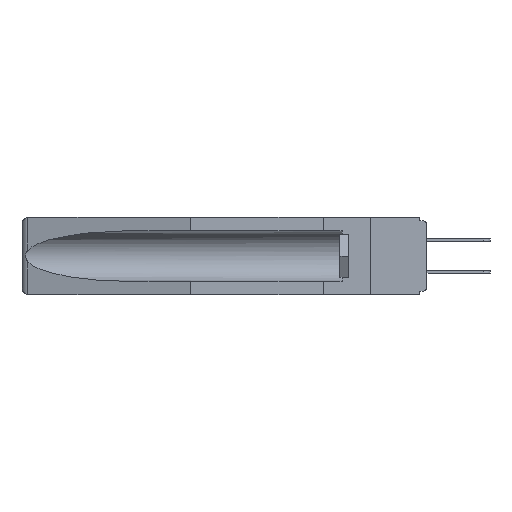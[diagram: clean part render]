
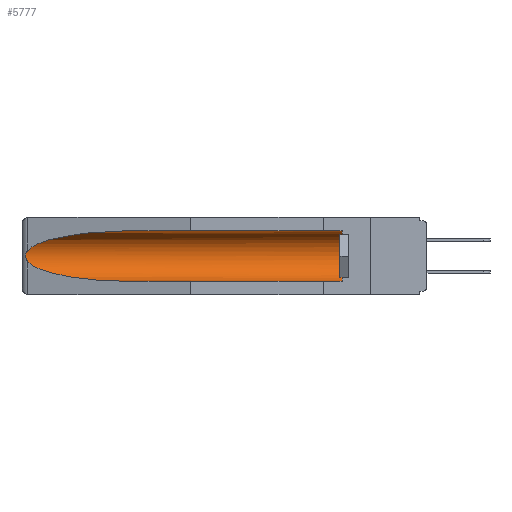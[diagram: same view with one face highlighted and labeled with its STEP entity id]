
A CAD part, left-side view. The second image highlights one B-rep face of the part: STEP entity #5777.
In plain terms, the highlighted cylindrical face has radius 2.857 mm (diameter 5.715 mm), a partial arc.
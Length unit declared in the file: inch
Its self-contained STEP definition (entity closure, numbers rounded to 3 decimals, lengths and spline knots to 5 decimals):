
#591 = CYLINDRICAL_SURFACE ( 'NONE', #3527, 0.1125 ) ;
#761 = EDGE_CURVE ( 'NONE', #14557, #13099, #25999, .T. ) ;
#1017 = B_SPLINE_CURVE_WITH_KNOTS ( 'NONE', 3,
 ( #25697, #9129, #25800, #11522, #30608, #28102, #13895, #30492, #16291, #6886 ),
 .UNSPECIFIED., .F., .F.,
 ( 4, 2, 2, 2, 4 ),
 ( 0., 0.00029, 0.00058, 0.00087, 0.00117 ),
 .UNSPECIFIED. ) ;
#1101 = VECTOR ( 'NONE', #24671, 39.37008 ) ;
#1312 = CARTESIAN_POINT ( 'NONE',  ( 0.26537, 1.52718, -0.19328 ) ) ;
#1560 =( BOUNDED_CURVE ( )  B_SPLINE_CURVE ( 3, ( #17478, #12322, #10104, #12529 ),
 .UNSPECIFIED., .F., .F. ) 
 B_SPLINE_CURVE_WITH_KNOTS ( ( 4, 4 ),
 ( 0.1948, 1.5708 ),
 .UNSPECIFIED. ) 
 CURVE ( )  GEOMETRIC_REPRESENTATION_ITEM ( )  RATIONAL_B_SPLINE_CURVE ( ( 1., 0.848, 0.848, 1. ) ) 
 REPRESENTATION_ITEM ( '' )  );
#1651 = VERTEX_POINT ( 'NONE', #1312 ) ;
#3527 = AXIS2_PLACEMENT_3D ( 'NONE', #11295, #18152, #8804 ) ;
#3930 = EDGE_CURVE ( 'NONE', #13099, #26486, #27621, .T. ) ;
#5777 = ADVANCED_FACE ( 'NONE', ( #6447 ), #591, .F. ) ;
#6013 = CARTESIAN_POINT ( 'NONE',  ( 0.21114, 1.30732, -0.059 ) ) ;
#6029 = EDGE_CURVE ( 'NONE', #26486, #6302, #19335, .T. ) ;
#6302 = VERTEX_POINT ( 'NONE', #21928 ) ;
#6447 = FACE_OUTER_BOUND ( 'NONE', #26010, .T. ) ;
#6886 = CARTESIAN_POINT ( 'NONE',  ( 0.26537, 1.52718, -0.19328 ) ) ;
#7116 = EDGE_CURVE ( 'NONE', #6302, #1651, #1017, .T. ) ;
#7307 = LINE ( 'NONE', #10346, #1101 ) ;
#7970 = ORIENTED_EDGE ( 'NONE', *, *, #6029, .T. ) ;
#8335 = CARTESIAN_POINT ( 'NONE',  ( 0.25451, 1.48313, -0.09465 ) ) ;
#8804 = DIRECTION ( 'NONE',  ( 0., 0., 1. ) ) ;
#9129 = CARTESIAN_POINT ( 'NONE',  ( 0.26597, 1.52961, -0.15275 ) ) ;
#10104 = CARTESIAN_POINT ( 'NONE',  ( 0.21114, 1.30732, -0.284 ) ) ;
#10346 = CARTESIAN_POINT ( 'NONE',  ( 0.155, -0.30754, -0.284 ) ) ;
#11035 = DIRECTION ( 'NONE',  ( 0., 0., 1. ) ) ;
#11044 = CARTESIAN_POINT ( 'NONE',  ( 0.155, 0.126, -0.284 ) ) ;
#11295 = CARTESIAN_POINT ( 'NONE',  ( 0.155, -0.30754, -0.1715 ) ) ;
#11487 = ORIENTED_EDGE ( 'NONE', *, *, #761, .T. ) ;
#11522 = CARTESIAN_POINT ( 'NONE',  ( 0.2673, 1.5327, -0.16383 ) ) ;
#11567 = EDGE_CURVE ( 'NONE', #1651, #22360, #1560, .T. ) ;
#12005 = CARTESIAN_POINT ( 'NONE',  ( 0.155, 1.07973, -0.284 ) ) ;
#12263 = ORIENTED_EDGE ( 'NONE', *, *, #11567, .T. ) ;
#12322 = CARTESIAN_POINT ( 'NONE',  ( 0.25451, 1.48313, -0.24835 ) ) ;
#12342 = ORIENTED_EDGE ( 'NONE', *, *, #7116, .T. ) ;
#12529 = CARTESIAN_POINT ( 'NONE',  ( 0.155, 1.07973, -0.284 ) ) ;
#13099 = VERTEX_POINT ( 'NONE', #14948 ) ;
#13895 = CARTESIAN_POINT ( 'NONE',  ( 0.2673, 1.53269, -0.17917 ) ) ;
#14068 = CARTESIAN_POINT ( 'NONE',  ( 0.155, 1.07973, -0.059 ) ) ;
#14348 = DIRECTION ( 'NONE',  ( 0., 1., 0. ) ) ;
#14557 = VERTEX_POINT ( 'NONE', #11044 ) ;
#14948 = CARTESIAN_POINT ( 'NONE',  ( 0.155, 0.126, -0.059 ) ) ;
#16291 = CARTESIAN_POINT ( 'NONE',  ( 0.26597, 1.5296, -0.19026 ) ) ;
#17478 = CARTESIAN_POINT ( 'NONE',  ( 0.26537, 1.52718, -0.19328 ) ) ;
#17580 = CARTESIAN_POINT ( 'NONE',  ( 0.26537, 1.52718, -0.14972 ) ) ;
#18152 = DIRECTION ( 'NONE',  ( 0., 1., 0. ) ) ;
#19335 =( BOUNDED_CURVE ( )  B_SPLINE_CURVE ( 3, ( #26896, #6013, #8335, #17580 ),
 .UNSPECIFIED., .F., .F. ) 
 B_SPLINE_CURVE_WITH_KNOTS ( ( 4, 4 ),
 ( 4.71239, 6.08839 ),
 .UNSPECIFIED. ) 
 CURVE ( )  GEOMETRIC_REPRESENTATION_ITEM ( )  RATIONAL_B_SPLINE_CURVE ( ( 1., 0.848, 0.848, 1. ) ) 
 REPRESENTATION_ITEM ( '' )  );
#19988 = ORIENTED_EDGE ( 'NONE', *, *, #28368, .F. ) ;
#20202 = VECTOR ( 'NONE', #14348, 39.37008 ) ;
#20449 = AXIS2_PLACEMENT_3D ( 'NONE', #25324, #30099, #11035 ) ;
#21271 = ORIENTED_EDGE ( 'NONE', *, *, #3930, .T. ) ;
#21928 = CARTESIAN_POINT ( 'NONE',  ( 0.26537, 1.52718, -0.14972 ) ) ;
#22360 = VERTEX_POINT ( 'NONE', #12005 ) ;
#24671 = DIRECTION ( 'NONE',  ( 0., 1., 0. ) ) ;
#25324 = CARTESIAN_POINT ( 'NONE',  ( 0.155, 0.126, -0.1715 ) ) ;
#25697 = CARTESIAN_POINT ( 'NONE',  ( 0.26537, 1.52718, -0.14972 ) ) ;
#25800 = CARTESIAN_POINT ( 'NONE',  ( 0.26654, 1.53092, -0.15636 ) ) ;
#25999 = CIRCLE ( 'NONE', #20449, 0.1125 ) ;
#26010 = EDGE_LOOP ( 'NONE', ( #7970, #12342, #12263, #19988, #11487, #21271 ) ) ;
#26486 = VERTEX_POINT ( 'NONE', #14068 ) ;
#26896 = CARTESIAN_POINT ( 'NONE',  ( 0.155, 1.07973, -0.059 ) ) ;
#27621 = LINE ( 'NONE', #30332, #20202 ) ;
#28102 = CARTESIAN_POINT ( 'NONE',  ( 0.2675, 1.53308, -0.17534 ) ) ;
#28368 = EDGE_CURVE ( 'NONE', #14557, #22360, #7307, .T. ) ;
#30099 = DIRECTION ( 'NONE',  ( 0., -1., 0. ) ) ;
#30332 = CARTESIAN_POINT ( 'NONE',  ( 0.155, -0.30754, -0.059 ) ) ;
#30492 = CARTESIAN_POINT ( 'NONE',  ( 0.26655, 1.53094, -0.18657 ) ) ;
#30608 = CARTESIAN_POINT ( 'NONE',  ( 0.2675, 1.53308, -0.16763 ) ) ;
